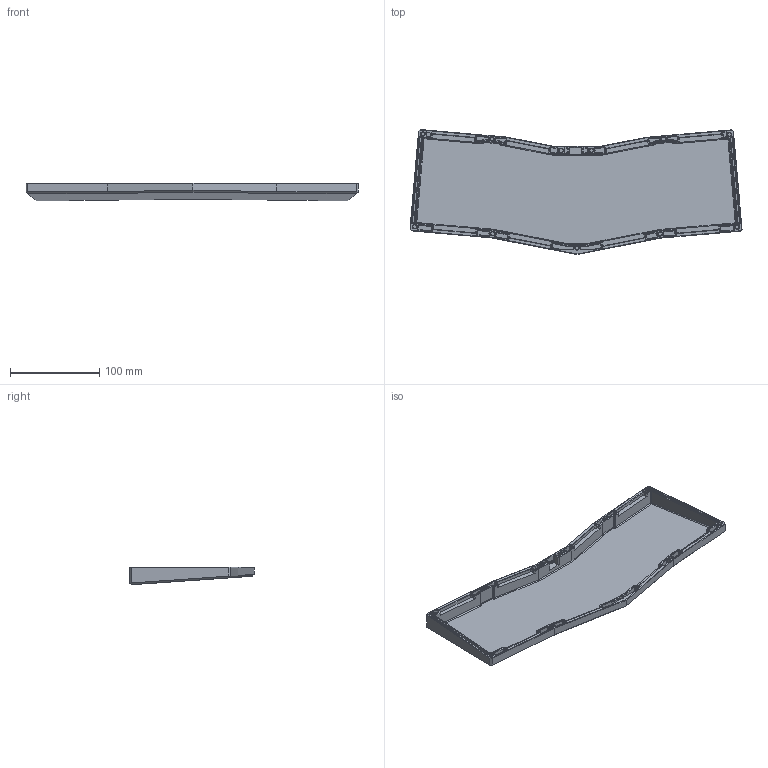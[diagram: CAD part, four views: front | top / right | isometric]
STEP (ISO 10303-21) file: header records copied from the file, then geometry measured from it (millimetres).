
FILE_DESCRIPTION(/* description */ (''),/* implementation_level */ '2;1');
FILE_NAME(/* name */ 'Bottom Case.step',/* time_stamp */ '2023-03-29T17:27:01+08:00',/* author */ (''),/* organization */ (''),/* preprocessor_version */ 'ST-DEVELOPER v19.2',/* originating_system */ 'Autodesk Translation Framework v11.17.0.187',/* authorisation */ '');
FILE_SCHEMA (('AUTOMOTIVE_DESIGN { 1 0 10303 214 3 1 1 }'));
Length unit declared in the file: millimetre
Products named in the file (1): Bottom Case
Bounding box: 372.74 x 140.21 x 19.62 mm (x, y, z)
Volume: 141770.3 mm3; surface area: 118284.5 mm2
Topology: 1 solids, 1 shells, 723 faces, 1722 edges, 1028 vertices
Faces by surface type: plane 321, cylinder 208, cone 182, sphere 8, bspline 4
Full cylindrical faces by diameter (mm): 4.2 x11
Entity records: 20674 total; most frequent: DIRECTION 3751, CARTESIAN_POINT 3584, ORIENTED_EDGE 3436, EDGE_CURVE 1718, AXIS2_PLACEMENT_3D 1314, LINE 1123, VECTOR 1123, VERTEX_POINT 1028
